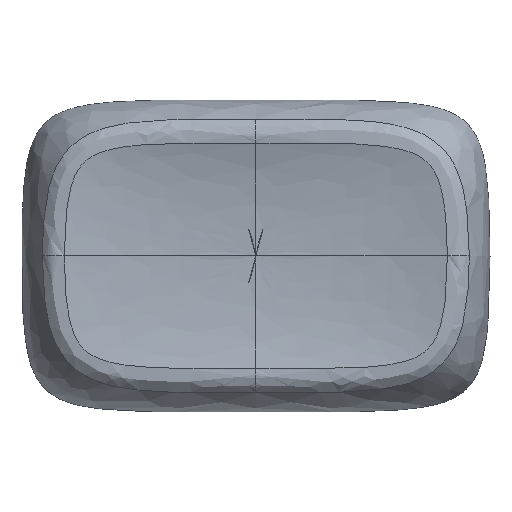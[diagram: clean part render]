
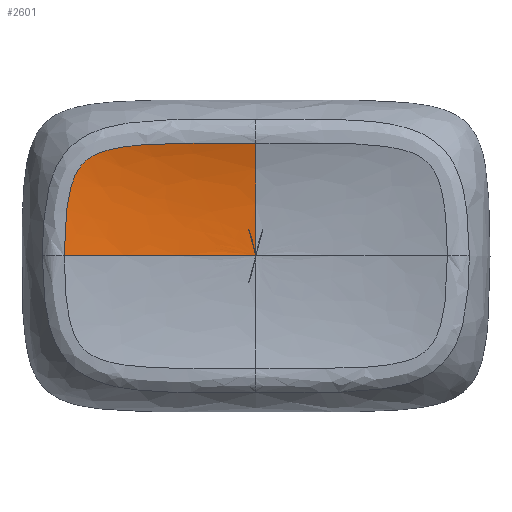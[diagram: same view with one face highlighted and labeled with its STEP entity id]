
A CAD part, top view. The second image highlights one B-rep face of the part: STEP entity #2601.
In plain terms, the highlighted free-form (B-spline) face has degree [3, 3] with [10, 5] control points.
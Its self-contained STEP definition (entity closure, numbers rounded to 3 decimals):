
#15=(
BOUNDED_CURVE()
B_SPLINE_CURVE(5,(#13045,#13046,#13047,#13048,#13049,#13050,#13051,#13052,
#13053,#13054),.UNSPECIFIED.,.F.,.F.)
B_SPLINE_CURVE_WITH_KNOTS((6,1,1,1,1,6),(0.176,0.2,0.4,0.6,
0.8,1.),.UNSPECIFIED.)
CURVE()
GEOMETRIC_REPRESENTATION_ITEM()
RATIONAL_B_SPLINE_CURVE((1.,1.,1.,1.,1.,1.,1.,1.,1.,1.))
REPRESENTATION_ITEM('')
);
#17=(
BOUNDED_CURVE()
B_SPLINE_CURVE(5,(#13115,#13116,#13117,#13118,#13119,#13120,#13121,#13122,
#13123,#13124),.UNSPECIFIED.,.F.,.F.)
B_SPLINE_CURVE_WITH_KNOTS((6,1,1,1,1,6),(0.103,0.2,0.4,0.6,
0.8,1.),.UNSPECIFIED.)
CURVE()
GEOMETRIC_REPRESENTATION_ITEM()
RATIONAL_B_SPLINE_CURVE((1.,1.,1.,1.,1.,1.,1.,1.,1.,1.))
REPRESENTATION_ITEM('')
);
#313=FACE_OUTER_BOUND('',#470,.T.);
#470=EDGE_LOOP('',(#2303,#2304,#2305,#2306));
#805=B_SPLINE_CURVE_WITH_KNOTS('',3,(#12149,#12150,#12151,#12152,#12153,
#12154,#12155,#12156,#12157,#12158,#12159,#12160,#12161),.UNSPECIFIED.,
 .F.,.F.,(4,1,1,1,1,1,1,1,2,4),(-1.611,-1.328,-1.186,
-1.115,-1.044,-0.973,-0.902,
-0.761,-0.477,-0.397),.UNSPECIFIED.);
#806=B_SPLINE_CURVE_WITH_KNOTS('',3,(#12162,#12163,#12164,#12165,#12166,
#12167),.UNSPECIFIED.,.F.,.F.,(4,2,4),(-0.397,-0.369,
0.),.UNSPECIFIED.);
#1070=VERTEX_POINT('',#12119);
#1075=VERTEX_POINT('',#12146);
#1076=VERTEX_POINT('',#12148);
#1099=VERTEX_POINT('',#13044);
#1478=EDGE_CURVE('',#1075,#1076,#805,.T.);
#1479=EDGE_CURVE('',#1076,#1070,#806,.T.);
#1507=EDGE_CURVE('',#1070,#1099,#15,.T.);
#1509=EDGE_CURVE('',#1075,#1099,#17,.T.);
#2303=ORIENTED_EDGE('',*,*,#1479,.F.);
#2304=ORIENTED_EDGE('',*,*,#1478,.F.);
#2305=ORIENTED_EDGE('',*,*,#1509,.T.);
#2306=ORIENTED_EDGE('',*,*,#1507,.F.);
#2449=B_SPLINE_SURFACE_WITH_KNOTS('',3,3,((#13065,#13066,#13067,#13068,
#13069),(#13070,#13071,#13072,#13073,#13074),(#13075,#13076,#13077,#13078,
#13079),(#13080,#13081,#13082,#13083,#13084),(#13085,#13086,#13087,#13088,
#13089),(#13090,#13091,#13092,#13093,#13094),(#13095,#13096,#13097,#13098,
#13099),(#13100,#13101,#13102,#13103,#13104),(#13105,#13106,#13107,#13108,
#13109),(#13110,#13111,#13112,#13113,#13114)),.UNSPECIFIED.,.F.,.F.,.F.,
(4,1,1,1,1,2,4),(4,1,4),(0.,0.154,0.308,0.462,
0.616,0.77,1.),(0.091,0.48,
1.),.UNSPECIFIED.);
#2601=ADVANCED_FACE('',(#313),#2449,.F.);
#12119=CARTESIAN_POINT('',(0.,6.484,5.536));
#12146=CARTESIAN_POINT('',(-11.041,0.,5.644));
#12148=CARTESIAN_POINT('',(-3.971,6.475,5.543));
#12149=CARTESIAN_POINT('Ctrl Pts',(-11.041,0.,
5.644));
#12150=CARTESIAN_POINT('Ctrl Pts',(-11.041,0.936,
5.644));
#12151=CARTESIAN_POINT('Ctrl Pts',(-10.987,2.348,5.645));
#12152=CARTESIAN_POINT('Ctrl Pts',(-10.697,3.937,5.655));
#12153=CARTESIAN_POINT('Ctrl Pts',(-10.371,4.778,5.662));
#12154=CARTESIAN_POINT('Ctrl Pts',(-9.995,5.334,5.661));
#12155=CARTESIAN_POINT('Ctrl Pts',(-9.471,5.745,5.648));
#12156=CARTESIAN_POINT('Ctrl Pts',(-8.65,6.101,5.621));
#12157=CARTESIAN_POINT('Ctrl Pts',(-7.092,6.406,5.576));
#12158=CARTESIAN_POINT('Ctrl Pts',(-5.686,6.468,5.558));
#12159=CARTESIAN_POINT('Ctrl Pts',(-4.493,6.475,5.546));
#12160=CARTESIAN_POINT('Ctrl Pts',(-4.232,6.476,5.544));
#12161=CARTESIAN_POINT('Ctrl Pts',(-3.97,6.475,5.543));
#12162=CARTESIAN_POINT('Ctrl Pts',(-3.97,6.475,5.543));
#12163=CARTESIAN_POINT('Ctrl Pts',(-3.877,6.475,5.542));
#12164=CARTESIAN_POINT('Ctrl Pts',(-3.781,6.476,5.542));
#12165=CARTESIAN_POINT('Ctrl Pts',(-2.458,6.482,5.539));
#12166=CARTESIAN_POINT('Ctrl Pts',(-1.228,6.484,5.536));
#12167=CARTESIAN_POINT('Ctrl Pts',(0.,6.484,
5.536));
#13044=CARTESIAN_POINT('',(0.,0.,4.8));
#13045=CARTESIAN_POINT('Ctrl Pts',(0.,6.484,
5.536));
#13046=CARTESIAN_POINT('Ctrl Pts',(0.,6.462,
5.529));
#13047=CARTESIAN_POINT('Ctrl Pts',(0.,6.25,
5.465));
#13048=CARTESIAN_POINT('Ctrl Pts',(0.,5.83,
5.347));
#13049=CARTESIAN_POINT('Ctrl Pts',(0.,5.151,
5.184));
#13050=CARTESIAN_POINT('Ctrl Pts',(0.,4.1,
4.995));
#13051=CARTESIAN_POINT('Ctrl Pts',(0.,2.767,
4.864));
#13052=CARTESIAN_POINT('Ctrl Pts',(0.,1.503,4.812));
#13053=CARTESIAN_POINT('Ctrl Pts',(0.,0.524,
4.8));
#13054=CARTESIAN_POINT('Ctrl Pts',(0.,0.,
4.8));
#13065=CARTESIAN_POINT('Ctrl Pts',(-11.126,0.,
5.662));
#13066=CARTESIAN_POINT('Ctrl Pts',(-10.197,0.,
5.467));
#13067=CARTESIAN_POINT('Ctrl Pts',(-7.737,0.,
5.046));
#13068=CARTESIAN_POINT('Ctrl Pts',(-3.642,0.,
4.8));
#13069=CARTESIAN_POINT('Ctrl Pts',(0.,0.,
4.8));
#13070=CARTESIAN_POINT('Ctrl Pts',(-11.126,0.929,
5.662));
#13071=CARTESIAN_POINT('Ctrl Pts',(-10.197,0.819,
5.467));
#13072=CARTESIAN_POINT('Ctrl Pts',(-7.738,0.553,
5.046));
#13073=CARTESIAN_POINT('Ctrl Pts',(-3.642,0.226,
4.8));
#13074=CARTESIAN_POINT('Ctrl Pts',(0.,0.,
4.8));
#13075=CARTESIAN_POINT('Ctrl Pts',(-11.033,2.802,5.662));
#13076=CARTESIAN_POINT('Ctrl Pts',(-10.109,2.495,5.467));
#13077=CARTESIAN_POINT('Ctrl Pts',(-7.625,1.674,5.046));
#13078=CARTESIAN_POINT('Ctrl Pts',(-3.549,0.646,
4.8));
#13079=CARTESIAN_POINT('Ctrl Pts',(0.,0.,
4.8));
#13080=CARTESIAN_POINT('Ctrl Pts',(-10.47,4.909,5.662));
#13081=CARTESIAN_POINT('Ctrl Pts',(-9.581,4.412,5.467));
#13082=CARTESIAN_POINT('Ctrl Pts',(-7.091,3.011,5.046));
#13083=CARTESIAN_POINT('Ctrl Pts',(-3.177,1.179,4.8));
#13084=CARTESIAN_POINT('Ctrl Pts',(0.,0.,
4.8));
#13085=CARTESIAN_POINT('Ctrl Pts',(-9.213,6.169,5.662));
#13086=CARTESIAN_POINT('Ctrl Pts',(-8.413,5.58,5.467));
#13087=CARTESIAN_POINT('Ctrl Pts',(-6.102,3.917,5.046));
#13088=CARTESIAN_POINT('Ctrl Pts',(-2.624,1.611,4.8));
#13089=CARTESIAN_POINT('Ctrl Pts',(0.,0.,
4.8));
#13090=CARTESIAN_POINT('Ctrl Pts',(-7.088,6.748,5.662));
#13091=CARTESIAN_POINT('Ctrl Pts',(-6.45,6.139,5.467));
#13092=CARTESIAN_POINT('Ctrl Pts',(-4.617,4.45,5.046));
#13093=CARTESIAN_POINT('Ctrl Pts',(-1.94,1.939,4.8));
#13094=CARTESIAN_POINT('Ctrl Pts',(0.,0.,
4.8));
#13095=CARTESIAN_POINT('Ctrl Pts',(-5.182,6.852,5.662));
#13096=CARTESIAN_POINT('Ctrl Pts',(-4.698,6.255,5.467));
#13097=CARTESIAN_POINT('Ctrl Pts',(-3.367,4.626,5.046));
#13098=CARTESIAN_POINT('Ctrl Pts',(-1.43,2.086,4.8));
#13099=CARTESIAN_POINT('Ctrl Pts',(0.,0.,
4.8));
#13100=CARTESIAN_POINT('Ctrl Pts',(-2.809,6.863,5.662));
#13101=CARTESIAN_POINT('Ctrl Pts',(-2.53,6.287,5.467));
#13102=CARTESIAN_POINT('Ctrl Pts',(-1.814,4.755,5.046));
#13103=CARTESIAN_POINT('Ctrl Pts',(-0.782,2.225,
4.8));
#13104=CARTESIAN_POINT('Ctrl Pts',(0.,0.,
4.8));
#13105=CARTESIAN_POINT('Ctrl Pts',(-1.399,6.87,5.662));
#13106=CARTESIAN_POINT('Ctrl Pts',(-1.252,6.305,5.467));
#13107=CARTESIAN_POINT('Ctrl Pts',(-0.891,4.8,
5.046));
#13108=CARTESIAN_POINT('Ctrl Pts',(-0.383,2.267,
4.8));
#13109=CARTESIAN_POINT('Ctrl Pts',(0.,0.,
4.8));
#13110=CARTESIAN_POINT('Ctrl Pts',(0.,6.87,
5.662));
#13111=CARTESIAN_POINT('Ctrl Pts',(0.,6.305,
5.467));
#13112=CARTESIAN_POINT('Ctrl Pts',(0.,4.8,
5.046));
#13113=CARTESIAN_POINT('Ctrl Pts',(0.,2.267,
4.8));
#13114=CARTESIAN_POINT('Ctrl Pts',(0.,0.,
4.8));
#13115=CARTESIAN_POINT('Ctrl Pts',(-11.041,0.,
5.644));
#13116=CARTESIAN_POINT('Ctrl Pts',(-10.9,0.,
5.615));
#13117=CARTESIAN_POINT('Ctrl Pts',(-10.462,0.,
5.527));
#13118=CARTESIAN_POINT('Ctrl Pts',(-9.682,0.,
5.386));
#13119=CARTESIAN_POINT('Ctrl Pts',(-8.468,0.,
5.201));
#13120=CARTESIAN_POINT('Ctrl Pts',(-6.607,0.,
4.995));
#13121=CARTESIAN_POINT('Ctrl Pts',(-4.452,0.,
4.864));
#13122=CARTESIAN_POINT('Ctrl Pts',(-2.415,0.,
4.812));
#13123=CARTESIAN_POINT('Ctrl Pts',(-0.841,0.,
4.8));
#13124=CARTESIAN_POINT('Ctrl Pts',(0.,0.,
4.8));
